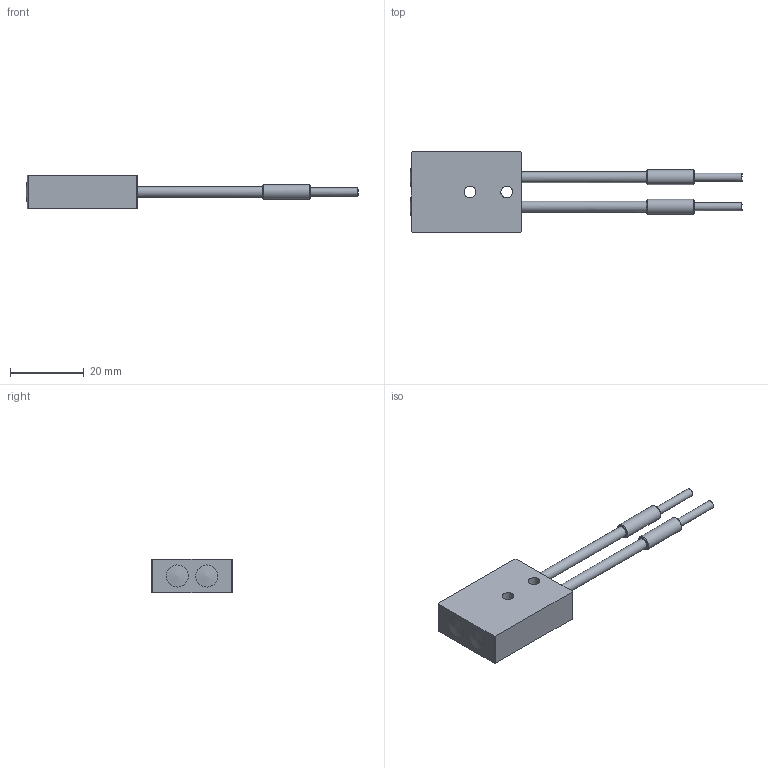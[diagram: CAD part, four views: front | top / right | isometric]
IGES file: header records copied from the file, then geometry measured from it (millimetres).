
Global section: file name: GPF-D025-ST250-2.0; native system: Autodesk Inventor 2018; preprocessor: unknown; author: Y.U.HONG; date: 20181214.155552; units: millimetre
Bounding box: 90.3 x 22 x 9 mm (x, y, z)
Volume: 6676.9 mm3; surface area: 3544.4 mm2
Topology: 1 solids, 1 shells, 30 faces, 60 edges, 40 vertices
Faces by surface type: bspline 30
